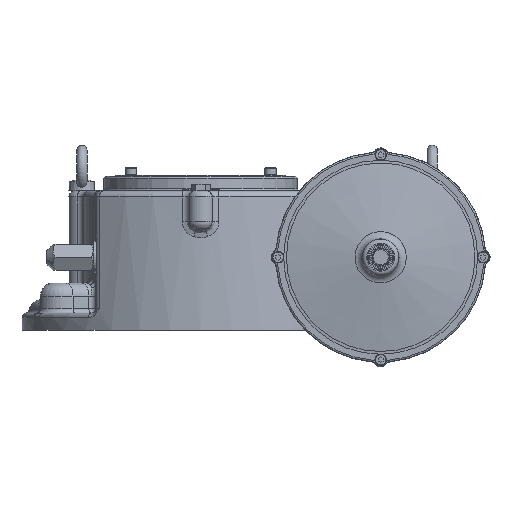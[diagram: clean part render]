
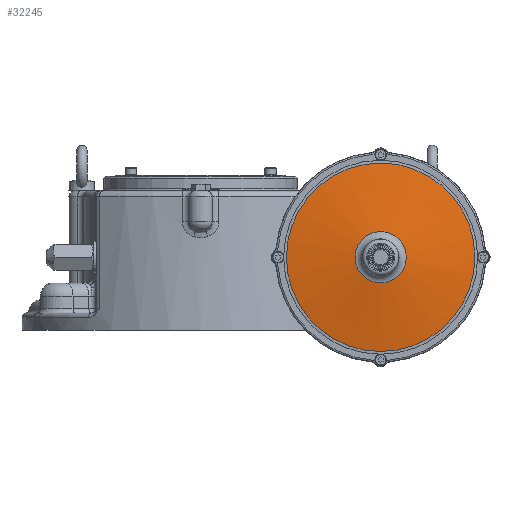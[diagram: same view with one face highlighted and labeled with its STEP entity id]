
A CAD part, left-side view. The second image highlights one B-rep face of the part: STEP entity #32245.
In plain terms, the highlighted conical face has half-angle 81 degrees and reference radius 111 mm.
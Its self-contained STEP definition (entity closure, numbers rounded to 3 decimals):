
#7531=CONICAL_SURFACE('',#34783,111.,1.414);
#9592=ORIENTED_EDGE('',*,*,#18237,.T.);
#9593=ORIENTED_EDGE('',*,*,#18201,.T.);
#18201=EDGE_CURVE('',#22620,#22620,#25559,.T.);
#18237=EDGE_CURVE('',#22641,#22641,#25575,.F.);
#22620=VERTEX_POINT('',#49247);
#22641=VERTEX_POINT('',#49480);
#25559=CIRCLE('',#34757,29.765);
#25575=CIRCLE('',#34784,109.445);
#26301=EDGE_LOOP('',(#9592));
#26302=EDGE_LOOP('',(#9593));
#28656=FACE_BOUND('',#26301,.T.);
#28657=FACE_BOUND('',#26302,.T.);
#32245=ADVANCED_FACE('',(#28656,#28657),#7531,.T.);
#34757=AXIS2_PLACEMENT_3D('',#49246,#38058,#38059);
#34783=AXIS2_PLACEMENT_3D('',#49478,#38110,#38111);
#34784=AXIS2_PLACEMENT_3D('',#49479,#38112,#38113);
#38058=DIRECTION('',(1.,0.,0.));
#38059=DIRECTION('',(0.,0.,-1.));
#38110=DIRECTION('',(1.,0.,0.));
#38111=DIRECTION('',(0.,0.,-1.));
#38112=DIRECTION('',(1.,0.,0.));
#38113=DIRECTION('',(0.,0.,-1.));
#49246=CARTESIAN_POINT('',(-290.366,-209.,88.));
#49247=CARTESIAN_POINT('',(-290.366,-209.,58.235));
#49478=CARTESIAN_POINT('',(-277.5,-209.,88.));
#49479=CARTESIAN_POINT('',(-277.746,-209.,88.));
#49480=CARTESIAN_POINT('',(-277.746,-209.,-21.445));
